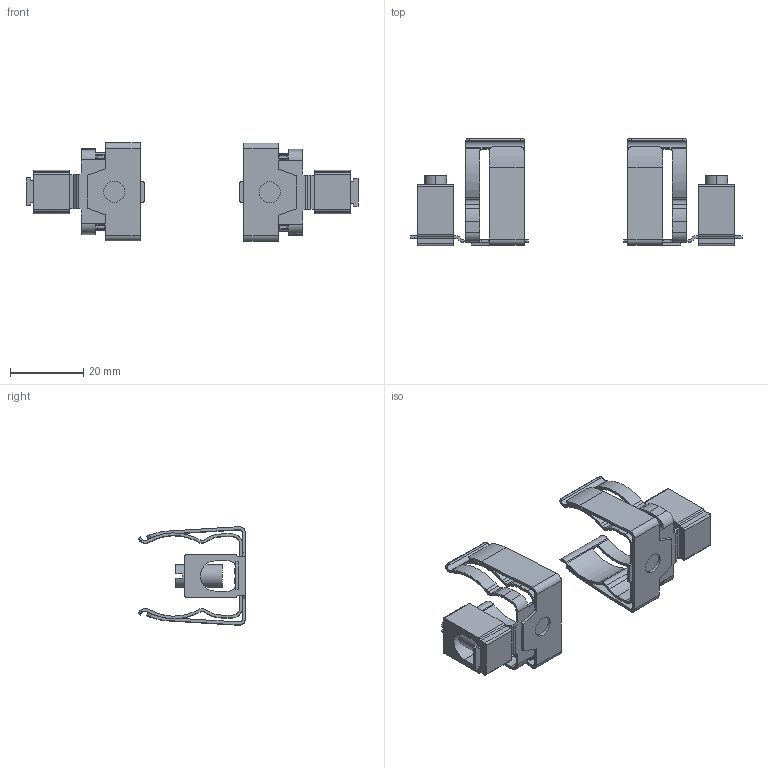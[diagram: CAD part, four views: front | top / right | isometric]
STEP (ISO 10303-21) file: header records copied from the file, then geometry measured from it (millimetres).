
FILE_DESCRIPTION (( 'STEP AP214' ), '1' );
FILE_NAME ('JM60060-1CR.step', '2016-05-31T18:44:09', ( '' ), ( '' ), 'SwSTEP 2.0', 'SolidWorks 2016', '' );
FILE_SCHEMA (( 'AUTOMOTIVE_DESIGN' ));
Length unit declared in the file: inch
Products named in the file (1): JM60060-1CR
Bounding box: 90.86 x 29.42 x 27 mm (x, y, z)
Volume: 5810 mm3; surface area: 11806.4 mm2
Topology: 8 solids, 8 shells, 384 faces, 1104 edges, 736 vertices
Faces by surface type: plane 210, cylinder 174
Entity records: 141932 total; most frequent: CARTESIAN_POINT 44621, ORIENTED_EDGE 14024, DIRECTION 10365, EDGE_CURVE 7012, VERTEX_POINT 4157, AXIS2_PLACEMENT_3D 3686, LINE 2993, VECTOR 2993
